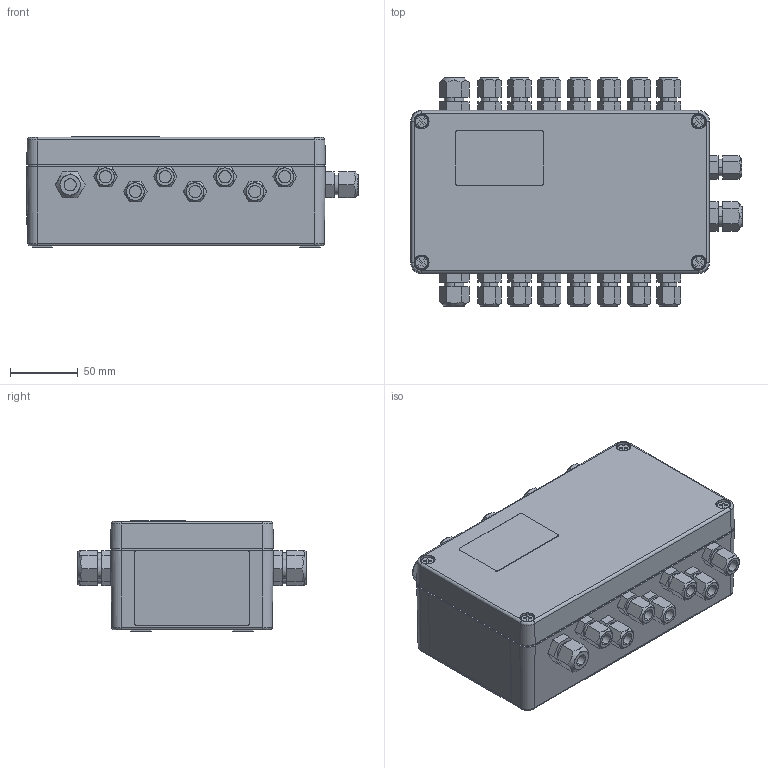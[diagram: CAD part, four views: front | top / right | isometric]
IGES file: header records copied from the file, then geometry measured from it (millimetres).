
Start section: SolidWorks IGES file using analytic representation for surfaces
Global section: file name: NM2TAG_351335.IGS; native system: SolidWorks 2014; preprocessor: SolidWorks 2014; author: LarsenR; date: 150217.151402; units: millimetre
Bounding box: 244.43 x 168 x 81.5 mm (x, y, z)
Surface area: 164404.5 mm2 (no closed solid volume)
Topology: 0 solids, 0 shells, 549 faces, 5148 edges, 5148 vertices
Faces by surface type: bspline 389, revolution 160
